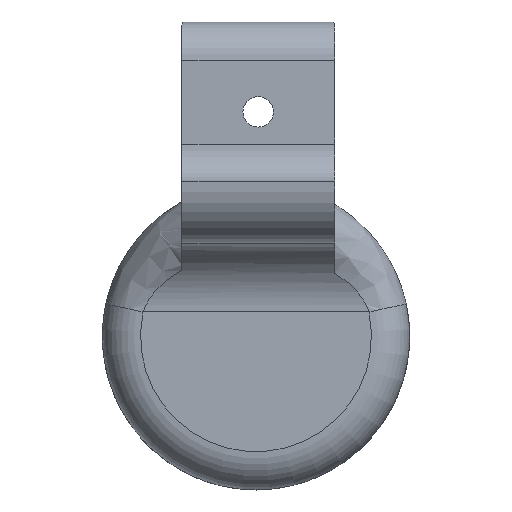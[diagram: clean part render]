
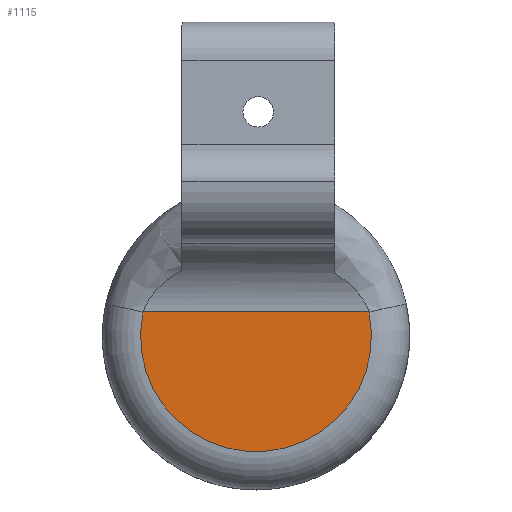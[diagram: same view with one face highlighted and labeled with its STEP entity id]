
A CAD part, top view. The second image highlights one B-rep face of the part: STEP entity #1115.
In plain terms, the highlighted planar face has unit normal (0, 0, 1).
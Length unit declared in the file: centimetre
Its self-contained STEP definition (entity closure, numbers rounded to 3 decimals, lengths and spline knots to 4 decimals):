
#90=PLANE('',#1245);
#157=FACE_OUTER_BOUND('',#252,.T.);
#252=EDGE_LOOP('',(#991,#992));
#324=LINE('',#2077,#392);
#392=VECTOR('',#1440,1.);
#446=CIRCLE('',#1191,1.5129);
#536=VERTEX_POINT('',#1950);
#537=VERTEX_POINT('',#1952);
#667=EDGE_CURVE('',#537,#536,#446,.T.);
#673=EDGE_CURVE('',#536,#537,#324,.T.);
#991=ORIENTED_EDGE('',*,*,#667,.F.);
#992=ORIENTED_EDGE('',*,*,#673,.F.);
#1115=ADVANCED_FACE('',(#157),#90,.F.);
#1191=AXIS2_PLACEMENT_3D('',#1954,#1433,#1434);
#1245=AXIS2_PLACEMENT_3D('',#2278,#1563,#1564);
#1433=DIRECTION('center_axis',(0.,0.,-1.));
#1434=DIRECTION('ref_axis',(-0.045,-0.999,0.));
#1440=DIRECTION('',(1.,0.,0.));
#1563=DIRECTION('center_axis',(0.,0.,-1.));
#1564=DIRECTION('ref_axis',(1.,0.,0.));
#1950=CARTESIAN_POINT('',(-1.5087,-6.9,4.));
#1952=CARTESIAN_POINT('',(1.4496,-6.9,4.));
#1954=CARTESIAN_POINT('Origin',(-0.0296,-7.218,4.));
#2077=CARTESIAN_POINT('',(-0.0148,-6.9,4.));
#2278=CARTESIAN_POINT('Origin',(-0.0296,-7.218,4.));
